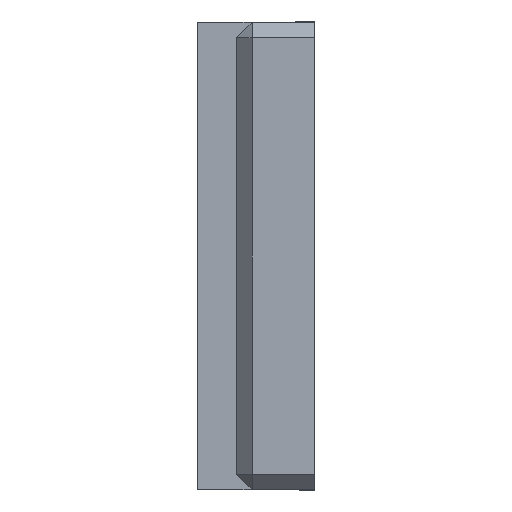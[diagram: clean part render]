
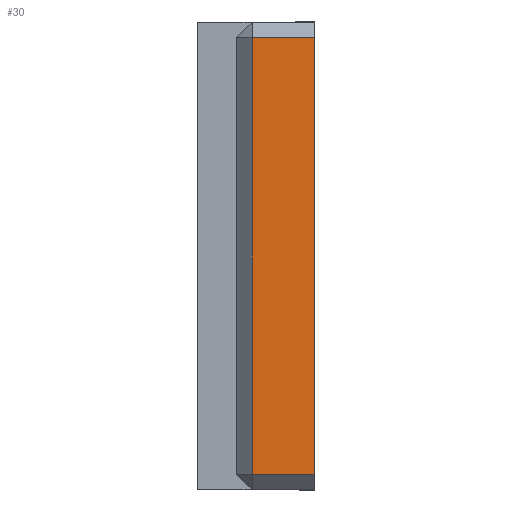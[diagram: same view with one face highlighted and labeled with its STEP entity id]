
A CAD part, left-side view. The second image highlights one B-rep face of the part: STEP entity #30.
In plain terms, the highlighted planar face has unit normal (-1, 0, 0).
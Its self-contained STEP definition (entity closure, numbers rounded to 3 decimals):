
#16 = DIRECTION ( 'NONE',  ( 0., -1., 0. ) ) ;
#30 = ADVANCED_FACE ( 'NONE', ( #827 ), #891, .F. ) ;
#56 = EDGE_CURVE ( 'NONE', #1570, #1690, #240, .T. ) ;
#240 = LINE ( 'NONE', #1008, #1590 ) ;
#301 = AXIS2_PLACEMENT_3D ( 'NONE', #1329, #1385, #490 ) ;
#468 = EDGE_CURVE ( 'NONE', #665, #1511, #897, .T. ) ;
#490 = DIRECTION ( 'NONE',  ( 0., 0., -1. ) ) ;
#496 = CARTESIAN_POINT ( 'NONE',  ( -142.5, -15., -28. ) ) ;
#583 = VECTOR ( 'NONE', #16, 1000. ) ;
#651 = EDGE_CURVE ( 'NONE', #1570, #1511, #1300, .T. ) ;
#665 = VERTEX_POINT ( 'NONE', #979 ) ;
#742 = CARTESIAN_POINT ( 'NONE',  ( -142.5, -7., 30. ) ) ;
#827 = FACE_OUTER_BOUND ( 'NONE', #1144, .T. ) ;
#891 = PLANE ( 'NONE',  #301 ) ;
#897 = LINE ( 'NONE', #1510, #583 ) ;
#952 = VECTOR ( 'NONE', #1599, 1000. ) ;
#979 = CARTESIAN_POINT ( 'NONE',  ( -142.5, -7., -28. ) ) ;
#999 = LINE ( 'NONE', #742, #952 ) ;
#1008 = CARTESIAN_POINT ( 'NONE',  ( -142.5, -5., 28. ) ) ;
#1072 = DIRECTION ( 'NONE',  ( 0., 1., 0. ) ) ;
#1114 = DIRECTION ( 'NONE',  ( 0., 0., -1. ) ) ;
#1144 = EDGE_LOOP ( 'NONE', ( #1701, #1557, #1649, #1797 ) ) ;
#1253 = VECTOR ( 'NONE', #1114, 1000. ) ;
#1265 = CARTESIAN_POINT ( 'NONE',  ( -142.5, -15., 30. ) ) ;
#1300 = LINE ( 'NONE', #1265, #1253 ) ;
#1329 = CARTESIAN_POINT ( 'NONE',  ( -142.5, -5., 30. ) ) ;
#1383 = CARTESIAN_POINT ( 'NONE',  ( -142.5, -7., 28. ) ) ;
#1385 = DIRECTION ( 'NONE',  ( 1., 0., 0. ) ) ;
#1510 = CARTESIAN_POINT ( 'NONE',  ( -142.5, -5., -28. ) ) ;
#1511 = VERTEX_POINT ( 'NONE', #496 ) ;
#1557 = ORIENTED_EDGE ( 'NONE', *, *, #56, .T. ) ;
#1570 = VERTEX_POINT ( 'NONE', #1709 ) ;
#1590 = VECTOR ( 'NONE', #1072, 1000. ) ;
#1599 = DIRECTION ( 'NONE',  ( 0., 0., -1. ) ) ;
#1649 = ORIENTED_EDGE ( 'NONE', *, *, #1796, .T. ) ;
#1690 = VERTEX_POINT ( 'NONE', #1383 ) ;
#1701 = ORIENTED_EDGE ( 'NONE', *, *, #651, .F. ) ;
#1709 = CARTESIAN_POINT ( 'NONE',  ( -142.5, -15., 28. ) ) ;
#1796 = EDGE_CURVE ( 'NONE', #1690, #665, #999, .T. ) ;
#1797 = ORIENTED_EDGE ( 'NONE', *, *, #468, .T. ) ;
